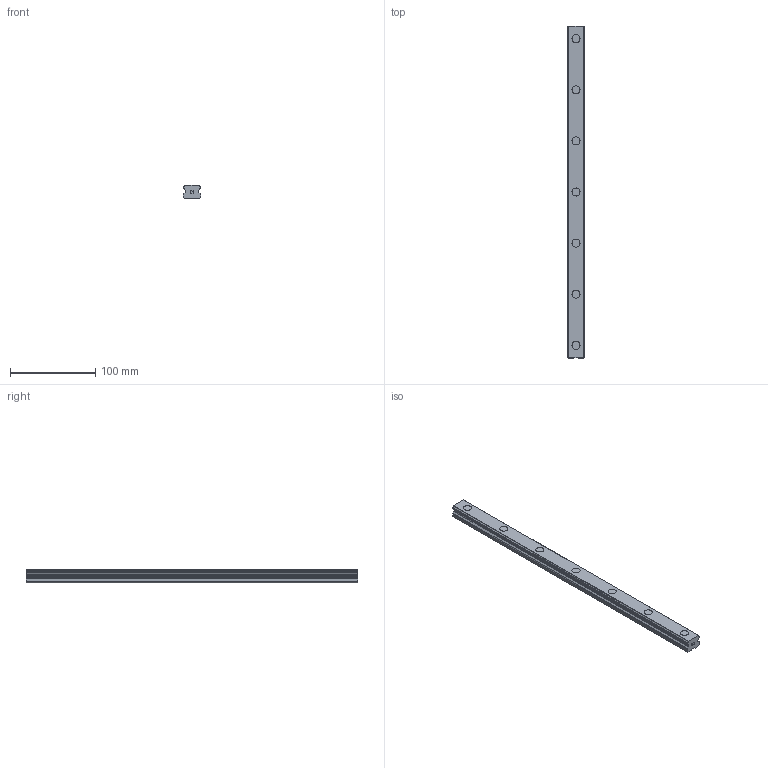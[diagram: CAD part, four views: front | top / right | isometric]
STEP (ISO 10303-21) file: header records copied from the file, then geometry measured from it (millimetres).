
FILE_DESCRIPTION(('STEP AP214'),'1');
FILE_NAME('cctmp_F5AEFB54-44C8-4486-966E-2A7399140979_2021_02_04_08_31_58_0559..stp','2021-02-04T07:31:58',('HIWIN GmbH'),('CADClick - www.CADClick.com'),'Spatial InterOp 3D',' ','unknown authorization');
FILE_SCHEMA(('AUTOMOTIVE_DESIGN'));
Length unit declared in the file: millimetre
Products named in the file (1): EGR20R390C_FILE
Bounding box: 20 x 390 x 15.5 mm (x, y, z)
Volume: 104296 mm3; surface area: 31889.8 mm2
Topology: 1 solids, 1 shells, 187 faces, 473 edges, 306 vertices
Faces by surface type: plane 127, cylinder 60
Entity records: 7131 total; most frequent: DIRECTION 997, CARTESIAN_POINT 967, ORIENTED_EDGE 946, EDGE_CURVE 473, AXIS2_PLACEMENT_3D 336, LINE 325, VECTOR 325, VERTEX_POINT 306
